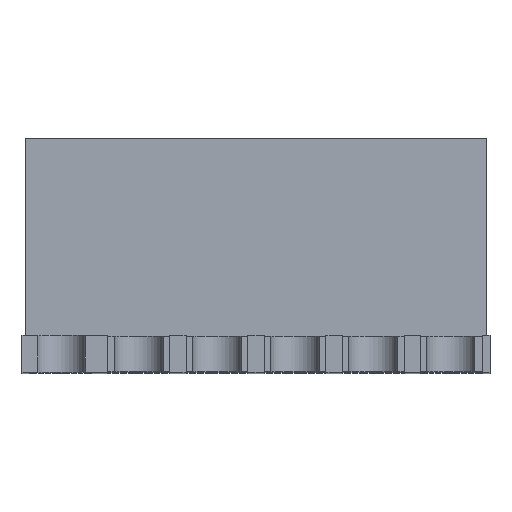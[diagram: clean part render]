
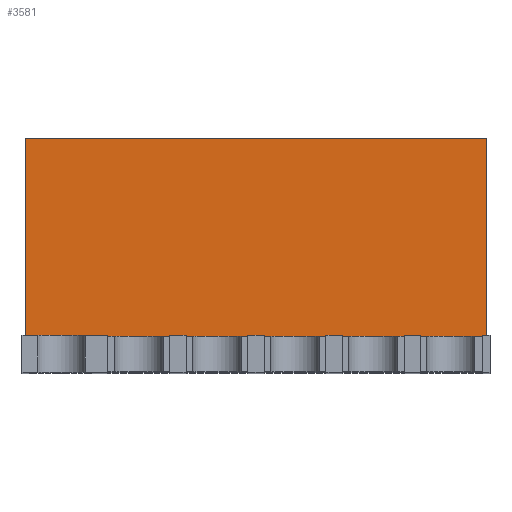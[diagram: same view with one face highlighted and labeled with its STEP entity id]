
A CAD part, top view. The second image highlights one B-rep face of the part: STEP entity #3581.
In plain terms, the highlighted planar face has unit normal (0, 0, 1).
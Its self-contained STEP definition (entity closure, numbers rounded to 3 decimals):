
#384=FACE_OUTER_BOUND('',#559,.T.);
#559=EDGE_LOOP('',(#3150,#3151,#3152,#3153,#3154,#3155,#3156,#3157,#3158,
#3159,#3160,#3161,#3162,#3163,#3164,#3165,#3166,#3167,#3168,#3169,#3170,
#3171,#3172,#3173));
#797=LINE('',#5217,#1239);
#804=LINE('',#5233,#1246);
#830=LINE('',#5293,#1272);
#849=LINE('',#5337,#1291);
#860=LINE('',#5362,#1302);
#892=LINE('',#5432,#1334);
#898=LINE('',#5445,#1340);
#935=LINE('',#5558,#1377);
#939=LINE('',#5565,#1381);
#943=LINE('',#5572,#1385);
#947=LINE('',#5579,#1389);
#952=LINE('',#5588,#1394);
#955=LINE('',#5593,#1397);
#957=LINE('',#5597,#1399);
#959=LINE('',#5601,#1401);
#961=LINE('',#5605,#1403);
#964=LINE('',#5610,#1406);
#967=LINE('',#5618,#1409);
#969=LINE('',#5624,#1411);
#972=LINE('',#5630,#1414);
#975=LINE('',#5638,#1417);
#1010=LINE('',#5708,#1452);
#1011=LINE('',#5711,#1453);
#1012=LINE('',#5712,#1454);
#1239=VECTOR('',#4227,10.);
#1246=VECTOR('',#4240,10.);
#1272=VECTOR('',#4288,10.);
#1291=VECTOR('',#4325,10.);
#1302=VECTOR('',#4344,10.);
#1334=VECTOR('',#4400,10.);
#1340=VECTOR('',#4414,10.);
#1377=VECTOR('',#4539,10.);
#1381=VECTOR('',#4545,10.);
#1385=VECTOR('',#4551,10.);
#1389=VECTOR('',#4557,10.);
#1394=VECTOR('',#4564,10.);
#1397=VECTOR('',#4569,10.);
#1399=VECTOR('',#4573,10.);
#1401=VECTOR('',#4577,10.);
#1403=VECTOR('',#4581,10.);
#1406=VECTOR('',#4586,10.);
#1409=VECTOR('',#4597,10.);
#1411=VECTOR('',#4607,10.);
#1414=VECTOR('',#4614,10.);
#1417=VECTOR('',#4625,10.);
#1452=VECTOR('',#4708,10.);
#1453=VECTOR('',#4711,10.);
#1454=VECTOR('',#4712,10.);
#1638=VERTEX_POINT('',#5214);
#1639=VERTEX_POINT('',#5216);
#1644=VERTEX_POINT('',#5230);
#1645=VERTEX_POINT('',#5232);
#1667=VERTEX_POINT('',#5290);
#1668=VERTEX_POINT('',#5292);
#1683=VERTEX_POINT('',#5334);
#1684=VERTEX_POINT('',#5336);
#1693=VERTEX_POINT('',#5359);
#1694=VERTEX_POINT('',#5361);
#1719=VERTEX_POINT('',#5429);
#1720=VERTEX_POINT('',#5431);
#1723=VERTEX_POINT('',#5443);
#1755=VERTEX_POINT('',#5556);
#1757=VERTEX_POINT('',#5563);
#1759=VERTEX_POINT('',#5570);
#1761=VERTEX_POINT('',#5577);
#1764=VERTEX_POINT('',#5586);
#1765=VERTEX_POINT('',#5591);
#1766=VERTEX_POINT('',#5595);
#1767=VERTEX_POINT('',#5599);
#1768=VERTEX_POINT('',#5603);
#1783=VERTEX_POINT('',#5706);
#1784=VERTEX_POINT('',#5710);
#2016=EDGE_CURVE('',#1639,#1638,#797,.T.);
#2024=EDGE_CURVE('',#1645,#1644,#804,.T.);
#2054=EDGE_CURVE('',#1668,#1667,#830,.T.);
#2076=EDGE_CURVE('',#1684,#1683,#849,.T.);
#2088=EDGE_CURVE('',#1694,#1693,#860,.T.);
#2123=EDGE_CURVE('',#1719,#1720,#892,.T.);
#2130=EDGE_CURVE('',#1723,#1667,#898,.T.);
#2193=EDGE_CURVE('',#1755,#1683,#935,.T.);
#2197=EDGE_CURVE('',#1757,#1693,#939,.T.);
#2201=EDGE_CURVE('',#1759,#1638,#943,.T.);
#2205=EDGE_CURVE('',#1761,#1644,#947,.T.);
#2210=EDGE_CURVE('',#1764,#1723,#952,.T.);
#2213=EDGE_CURVE('',#1765,#1759,#955,.T.);
#2215=EDGE_CURVE('',#1766,#1757,#957,.T.);
#2217=EDGE_CURVE('',#1767,#1761,#959,.T.);
#2219=EDGE_CURVE('',#1768,#1755,#961,.T.);
#2222=EDGE_CURVE('',#1719,#1645,#964,.T.);
#2226=EDGE_CURVE('',#1768,#1639,#967,.T.);
#2229=EDGE_CURVE('',#1766,#1668,#969,.T.);
#2232=EDGE_CURVE('',#1765,#1694,#972,.T.);
#2236=EDGE_CURVE('',#1767,#1684,#975,.T.);
#2272=EDGE_CURVE('',#1764,#1783,#1010,.T.);
#2273=EDGE_CURVE('',#1784,#1783,#1011,.T.);
#2274=EDGE_CURVE('',#1720,#1784,#1012,.T.);
#3150=ORIENTED_EDGE('',*,*,#2210,.F.);
#3151=ORIENTED_EDGE('',*,*,#2272,.T.);
#3152=ORIENTED_EDGE('',*,*,#2273,.F.);
#3153=ORIENTED_EDGE('',*,*,#2274,.F.);
#3154=ORIENTED_EDGE('',*,*,#2123,.F.);
#3155=ORIENTED_EDGE('',*,*,#2222,.T.);
#3156=ORIENTED_EDGE('',*,*,#2024,.T.);
#3157=ORIENTED_EDGE('',*,*,#2205,.F.);
#3158=ORIENTED_EDGE('',*,*,#2217,.F.);
#3159=ORIENTED_EDGE('',*,*,#2236,.T.);
#3160=ORIENTED_EDGE('',*,*,#2076,.T.);
#3161=ORIENTED_EDGE('',*,*,#2193,.F.);
#3162=ORIENTED_EDGE('',*,*,#2219,.F.);
#3163=ORIENTED_EDGE('',*,*,#2226,.T.);
#3164=ORIENTED_EDGE('',*,*,#2016,.T.);
#3165=ORIENTED_EDGE('',*,*,#2201,.F.);
#3166=ORIENTED_EDGE('',*,*,#2213,.F.);
#3167=ORIENTED_EDGE('',*,*,#2232,.T.);
#3168=ORIENTED_EDGE('',*,*,#2088,.T.);
#3169=ORIENTED_EDGE('',*,*,#2197,.F.);
#3170=ORIENTED_EDGE('',*,*,#2215,.F.);
#3171=ORIENTED_EDGE('',*,*,#2229,.T.);
#3172=ORIENTED_EDGE('',*,*,#2054,.T.);
#3173=ORIENTED_EDGE('',*,*,#2130,.F.);
#3406=PLANE('',#3826);
#3581=ADVANCED_FACE('',(#384),#3406,.T.);
#3826=AXIS2_PLACEMENT_3D('',#5709,#4709,#4710);
#4227=DIRECTION('',(1.,0.,0.));
#4240=DIRECTION('',(1.,0.,0.));
#4288=DIRECTION('',(1.,0.,0.));
#4325=DIRECTION('',(1.,0.,0.));
#4344=DIRECTION('',(1.,0.,0.));
#4400=DIRECTION('',(-1.,0.,0.));
#4414=DIRECTION('',(0.,-1.,0.));
#4539=DIRECTION('',(0.,-1.,0.));
#4545=DIRECTION('',(0.,-1.,0.));
#4551=DIRECTION('',(0.,-1.,0.));
#4557=DIRECTION('',(0.,-1.,0.));
#4564=DIRECTION('',(-1.,0.,0.));
#4569=DIRECTION('',(-1.,0.,0.));
#4573=DIRECTION('',(-1.,0.,0.));
#4577=DIRECTION('',(-1.,0.,0.));
#4581=DIRECTION('',(-1.,0.,0.));
#4586=DIRECTION('',(0.,-1.,0.));
#4597=DIRECTION('',(0.,-1.,0.));
#4607=DIRECTION('',(0.,-1.,0.));
#4614=DIRECTION('',(0.,-1.,0.));
#4625=DIRECTION('',(0.,-1.,0.));
#4708=DIRECTION('',(0.,1.,0.));
#4709=DIRECTION('center_axis',(0.,0.,1.));
#4710=DIRECTION('ref_axis',(1.,0.,0.));
#4711=DIRECTION('',(1.,0.,0.));
#4712=DIRECTION('',(0.,1.,0.));
#5214=CARTESIAN_POINT('',(4.935,0.59,-0.5));
#5216=CARTESIAN_POINT('',(3.935,0.59,-0.5));
#5217=CARTESIAN_POINT('',(4.935,0.59,-0.5));
#5230=CARTESIAN_POINT('',(2.395,0.59,-0.5));
#5232=CARTESIAN_POINT('',(1.395,0.59,-0.5));
#5233=CARTESIAN_POINT('',(2.395,0.59,-0.5));
#5290=CARTESIAN_POINT('',(7.475,0.59,-0.5));
#5292=CARTESIAN_POINT('',(6.475,0.59,-0.5));
#5293=CARTESIAN_POINT('',(7.475,0.59,-0.5));
#5334=CARTESIAN_POINT('',(3.665,0.59,-0.5));
#5336=CARTESIAN_POINT('',(2.665,0.59,-0.5));
#5337=CARTESIAN_POINT('',(3.665,0.59,-0.5));
#5359=CARTESIAN_POINT('',(6.205,0.59,-0.5));
#5361=CARTESIAN_POINT('',(5.205,0.59,-0.5));
#5362=CARTESIAN_POINT('',(6.205,0.59,-0.5));
#5429=CARTESIAN_POINT('',(1.395,0.6,-0.5));
#5431=CARTESIAN_POINT('',(0.05,0.6,-0.5));
#5432=CARTESIAN_POINT('',(1.925,0.6,-0.5));
#5443=CARTESIAN_POINT('',(7.475,0.6,-0.5));
#5445=CARTESIAN_POINT('',(7.475,0.6,-0.5));
#5556=CARTESIAN_POINT('',(3.665,0.6,-0.5));
#5558=CARTESIAN_POINT('',(3.665,0.6,-0.5));
#5563=CARTESIAN_POINT('',(6.205,0.6,-0.5));
#5565=CARTESIAN_POINT('',(6.205,0.6,-0.5));
#5570=CARTESIAN_POINT('',(4.935,0.6,-0.5));
#5572=CARTESIAN_POINT('',(4.935,0.6,-0.5));
#5577=CARTESIAN_POINT('',(2.395,0.6,-0.5));
#5579=CARTESIAN_POINT('',(2.395,0.6,-0.5));
#5586=CARTESIAN_POINT('',(7.55,0.6,-0.5));
#5588=CARTESIAN_POINT('',(1.925,0.6,-0.5));
#5591=CARTESIAN_POINT('',(5.205,0.6,-0.5));
#5593=CARTESIAN_POINT('',(1.925,0.6,-0.5));
#5595=CARTESIAN_POINT('',(6.475,0.6,-0.5));
#5597=CARTESIAN_POINT('',(1.925,0.6,-0.5));
#5599=CARTESIAN_POINT('',(2.665,0.6,-0.5));
#5601=CARTESIAN_POINT('',(1.925,0.6,-0.5));
#5603=CARTESIAN_POINT('',(3.935,0.6,-0.5));
#5605=CARTESIAN_POINT('',(1.925,0.6,-0.5));
#5610=CARTESIAN_POINT('',(1.395,0.6,-0.5));
#5618=CARTESIAN_POINT('',(3.935,0.6,-0.5));
#5624=CARTESIAN_POINT('',(6.475,0.6,-0.5));
#5630=CARTESIAN_POINT('',(5.205,0.6,-0.5));
#5638=CARTESIAN_POINT('',(2.665,0.6,-0.5));
#5706=CARTESIAN_POINT('',(7.55,3.8,-0.5));
#5708=CARTESIAN_POINT('',(7.55,0.6,-0.5));
#5709=CARTESIAN_POINT('Origin',(0.05,0.6,-0.5));
#5710=CARTESIAN_POINT('',(0.05,3.8,-0.5));
#5711=CARTESIAN_POINT('',(7.55,3.8,-0.5));
#5712=CARTESIAN_POINT('',(0.05,0.6,-0.5));
